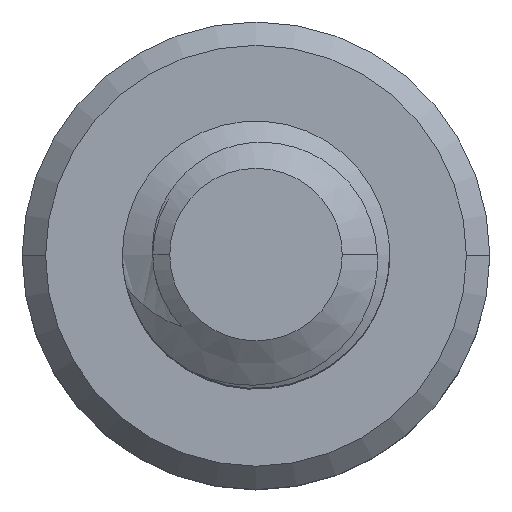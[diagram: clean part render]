
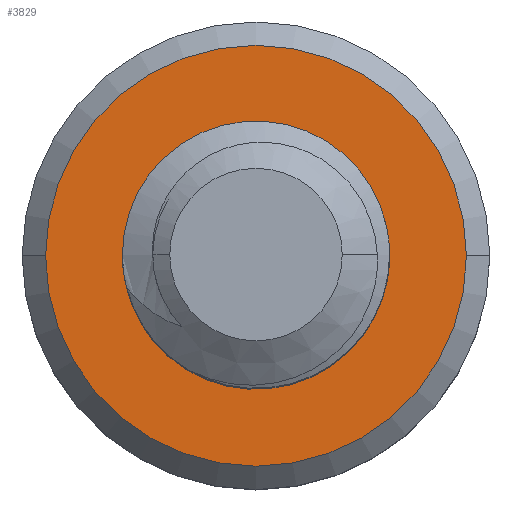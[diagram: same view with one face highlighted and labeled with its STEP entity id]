
A CAD part, top view. The second image highlights one B-rep face of the part: STEP entity #3829.
In plain terms, the highlighted planar face has unit normal (0, 0, 1).
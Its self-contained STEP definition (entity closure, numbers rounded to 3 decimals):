
#12 = AXIS2_PLACEMENT_3D ( 'NONE', #3996, #1325, #2330 ) ;
#30 = VERTEX_POINT ( 'NONE', #3833 ) ;
#92 = ORIENTED_EDGE ( 'NONE', *, *, #2587, .T. ) ;
#174 = CARTESIAN_POINT ( 'NONE',  ( -0.959, 1.401, -10. ) ) ;
#222 = DIRECTION ( 'NONE',  ( 0., 0., 1. ) ) ;
#246 = AXIS2_PLACEMENT_3D ( 'NONE', #2859, #878, #1461 ) ;
#259 = VERTEX_POINT ( 'NONE', #4081 ) ;
#263 = CARTESIAN_POINT ( 'NONE',  ( -0.74, -1.487, -10. ) ) ;
#271 = CARTESIAN_POINT ( 'NONE',  ( 0., 0., -10. ) ) ;
#304 = CIRCLE ( 'NONE', #12, 2. ) ;
#337 = CARTESIAN_POINT ( 'NONE',  ( -1.509, 0.331, -10. ) ) ;
#381 = EDGE_CURVE ( 'NONE', #3621, #259, #1962, .T. ) ;
#511 = CIRCLE ( 'NONE', #2552, 3.15 ) ;
#519 = ORIENTED_EDGE ( 'NONE', *, *, #2140, .F. ) ;
#532 = CARTESIAN_POINT ( 'NONE',  ( -1.447, 0.676, -10. ) ) ;
#544 = CARTESIAN_POINT ( 'NONE',  ( 1.456, 1.335, -10. ) ) ;
#558 = ORIENTED_EDGE ( 'NONE', *, *, #679, .F. ) ;
#585 = CARTESIAN_POINT ( 'NONE',  ( 0.266, -1.756, -10. ) ) ;
#596 = CARTESIAN_POINT ( 'NONE',  ( 1.517, -1.186, -10. ) ) ;
#611 = ORIENTED_EDGE ( 'NONE', *, *, #381, .T. ) ;
#679 = EDGE_CURVE ( 'NONE', #30, #1645, #304, .T. ) ;
#734 = CARTESIAN_POINT ( 'NONE',  ( -3.15, 0., -10. ) ) ;
#801 = EDGE_CURVE ( 'NONE', #2090, #1393, #3414, .T. ) ;
#808 = ORIENTED_EDGE ( 'NONE', *, *, #3400, .T. ) ;
#878 = DIRECTION ( 'NONE',  ( 0., 0., -1. ) ) ;
#914 = CARTESIAN_POINT ( 'NONE',  ( 0.785, -1.657, -10. ) ) ;
#929 = CARTESIAN_POINT ( 'NONE',  ( 1.954, -0.429, -10. ) ) ;
#944 = CARTESIAN_POINT ( 'NONE',  ( 0.088, -1.756, -10. ) ) ;
#1153 = DIRECTION ( 'NONE',  ( 1., 0., 0. ) ) ;
#1213 = CARTESIAN_POINT ( 'NONE',  ( 1.176, 1.543, -10. ) ) ;
#1215 = B_SPLINE_CURVE_WITH_KNOTS ( 'NONE', 3,
 ( #929, #3543, #1907, #3247, #596, #3885, #3556, #914, #2243, #585, #944, #1261, #1582, #263, #1559, #2924, #1894, #4180 ),
 .UNSPECIFIED., .F., .F.,
 ( 4, 2, 2, 2, 2, 2, 2, 2, 4 ),
 ( 0., 0.001, 0.001, 0.002, 0.002, 0.003, 0.003, 0.004, 0.004 ),
 .UNSPECIFIED. ) ;
#1218 = DIRECTION ( 'NONE',  ( -1., 0., 0. ) ) ;
#1261 = CARTESIAN_POINT ( 'NONE',  ( -0.259, -1.703, -10. ) ) ;
#1325 = DIRECTION ( 'NONE',  ( 0., 0., 1. ) ) ;
#1339 = DIRECTION ( 'NONE',  ( 0., 0., -1. ) ) ;
#1393 = VERTEX_POINT ( 'NONE', #3445 ) ;
#1424 = VERTEX_POINT ( 'NONE', #2469 ) ;
#1461 = DIRECTION ( 'NONE',  ( -1., 0., 0. ) ) ;
#1473 = CARTESIAN_POINT ( 'NONE',  ( 0.53, 1.815, -10. ) ) ;
#1509 = CARTESIAN_POINT ( 'NONE',  ( 1.02, 1.629, -10. ) ) ;
#1559 = CARTESIAN_POINT ( 'NONE',  ( -0.881, -1.384, -10. ) ) ;
#1568 = B_SPLINE_CURVE_WITH_KNOTS ( 'NONE', 3,
 ( #3189, #2189, #532, #4149, #4123, #174, #2484, #2829, #3498, #2845, #1473, #1509, #1213, #544, #4103, #3822 ),
 .UNSPECIFIED., .F., .F.,
 ( 4, 2, 2, 2, 2, 2, 2, 4 ),
 ( 0., 0.001, 0.001, 0.002, 0.002, 0.003, 0.004, 0.004 ),
 .UNSPECIFIED. ) ;
#1582 = CARTESIAN_POINT ( 'NONE',  ( -0.425, -1.649, -10. ) ) ;
#1645 = VERTEX_POINT ( 'NONE', #3215 ) ;
#1854 = ORIENTED_EDGE ( 'NONE', *, *, #3891, .T. ) ;
#1877 = DIRECTION ( 'NONE',  ( 0., 0., 1. ) ) ;
#1894 = CARTESIAN_POINT ( 'NONE',  ( -1.229, -0.986, -10. ) ) ;
#1907 = CARTESIAN_POINT ( 'NONE',  ( 1.823, -0.755, -10. ) ) ;
#1962 = CIRCLE ( 'NONE', #2991, 3.15 ) ;
#1971 = CIRCLE ( 'NONE', #2602, 1.545 ) ;
#1978 = AXIS2_PLACEMENT_3D ( 'NONE', #4186, #2573, #3582 ) ;
#2030 = ORIENTED_EDGE ( 'NONE', *, *, #801, .T. ) ;
#2037 = DIRECTION ( 'NONE',  ( 1., 0., 0. ) ) ;
#2090 = VERTEX_POINT ( 'NONE', #3105 ) ;
#2140 = EDGE_CURVE ( 'NONE', #1645, #1424, #3722, .T. ) ;
#2144 = DIRECTION ( 'NONE',  ( 0., 0., 1. ) ) ;
#2189 = CARTESIAN_POINT ( 'NONE',  ( -1.494, 0.507, -10. ) ) ;
#2204 = CARTESIAN_POINT ( 'NONE',  ( 0., 0., -10. ) ) ;
#2217 = EDGE_LOOP ( 'NONE', ( #611, #1854 ) ) ;
#2243 = CARTESIAN_POINT ( 'NONE',  ( 0.613, -1.707, -10. ) ) ;
#2330 = DIRECTION ( 'NONE',  ( 1., 0., 0. ) ) ;
#2469 = CARTESIAN_POINT ( 'NONE',  ( 1.69, 1.07, -10. ) ) ;
#2484 = CARTESIAN_POINT ( 'NONE',  ( -0.823, 1.509, -10. ) ) ;
#2552 = AXIS2_PLACEMENT_3D ( 'NONE', #271, #1877, #2569 ) ;
#2569 = DIRECTION ( 'NONE',  ( -1., 0., 0. ) ) ;
#2573 = DIRECTION ( 'NONE',  ( 0., 0., -1. ) ) ;
#2587 = EDGE_CURVE ( 'NONE', #1393, #3101, #1971, .T. ) ;
#2602 = AXIS2_PLACEMENT_3D ( 'NONE', #3329, #1339, #2037 ) ;
#2788 = EDGE_LOOP ( 'NONE', ( #558, #808, #2030, #92, #3003, #519 ) ) ;
#2829 = CARTESIAN_POINT ( 'NONE',  ( -0.514, 1.682, -10. ) ) ;
#2845 = CARTESIAN_POINT ( 'NONE',  ( 0.167, 1.849, -10. ) ) ;
#2859 = CARTESIAN_POINT ( 'NONE',  ( 0., 0., -10. ) ) ;
#2924 = CARTESIAN_POINT ( 'NONE',  ( -1.128, -1.13, -10. ) ) ;
#2991 = AXIS2_PLACEMENT_3D ( 'NONE', #2204, #222, #1218 ) ;
#3003 = ORIENTED_EDGE ( 'NONE', *, *, #3824, .T. ) ;
#3101 = VERTEX_POINT ( 'NONE', #337 ) ;
#3105 = CARTESIAN_POINT ( 'NONE',  ( -1.306, -0.827, -10. ) ) ;
#3141 = CARTESIAN_POINT ( 'NONE',  ( 0., 0., -10. ) ) ;
#3189 = CARTESIAN_POINT ( 'NONE',  ( -1.509, 0.331, -10. ) ) ;
#3215 = CARTESIAN_POINT ( 'NONE',  ( 2., 0., -10. ) ) ;
#3247 = CARTESIAN_POINT ( 'NONE',  ( 1.632, -1.052, -10. ) ) ;
#3329 = CARTESIAN_POINT ( 'NONE',  ( 0., 0., -10. ) ) ;
#3400 = EDGE_CURVE ( 'NONE', #30, #2090, #1215, .T. ) ;
#3414 = CIRCLE ( 'NONE', #1978, 1.545 ) ;
#3445 = CARTESIAN_POINT ( 'NONE',  ( -1.545, 0., -10. ) ) ;
#3471 = PLANE ( 'NONE',  #246 ) ;
#3498 = CARTESIAN_POINT ( 'NONE',  ( -0.351, 1.743, -10. ) ) ;
#3514 = FACE_BOUND ( 'NONE', #2788, .T. ) ;
#3543 = CARTESIAN_POINT ( 'NONE',  ( 1.899, -0.597, -10. ) ) ;
#3556 = CARTESIAN_POINT ( 'NONE',  ( 1.103, -1.512, -10. ) ) ;
#3567 = FACE_OUTER_BOUND ( 'NONE', #2217, .T. ) ;
#3582 = DIRECTION ( 'NONE',  ( 1., 0., 0. ) ) ;
#3621 = VERTEX_POINT ( 'NONE', #734 ) ;
#3722 = CIRCLE ( 'NONE', #3998, 2. ) ;
#3822 = CARTESIAN_POINT ( 'NONE',  ( 1.69, 1.07, -10. ) ) ;
#3824 = EDGE_CURVE ( 'NONE', #3101, #1424, #1568, .T. ) ;
#3829 = ADVANCED_FACE ( 'NONE', ( #3567, #3514 ), #3471, .F. ) ;
#3833 = CARTESIAN_POINT ( 'NONE',  ( 1.954, -0.429, -10. ) ) ;
#3885 = CARTESIAN_POINT ( 'NONE',  ( 1.254, -1.414, -10. ) ) ;
#3891 = EDGE_CURVE ( 'NONE', #259, #3621, #511, .T. ) ;
#3996 = CARTESIAN_POINT ( 'NONE',  ( 0., 0., -10. ) ) ;
#3998 = AXIS2_PLACEMENT_3D ( 'NONE', #3141, #2144, #1153 ) ;
#4081 = CARTESIAN_POINT ( 'NONE',  ( 3.15, 0., -10. ) ) ;
#4103 = CARTESIAN_POINT ( 'NONE',  ( 1.582, 1.21, -10. ) ) ;
#4123 = CARTESIAN_POINT ( 'NONE',  ( -1.199, 1.142, -10. ) ) ;
#4149 = CARTESIAN_POINT ( 'NONE',  ( -1.298, 0.996, -10. ) ) ;
#4180 = CARTESIAN_POINT ( 'NONE',  ( -1.306, -0.827, -10. ) ) ;
#4186 = CARTESIAN_POINT ( 'NONE',  ( 0., 0., -10. ) ) ;
